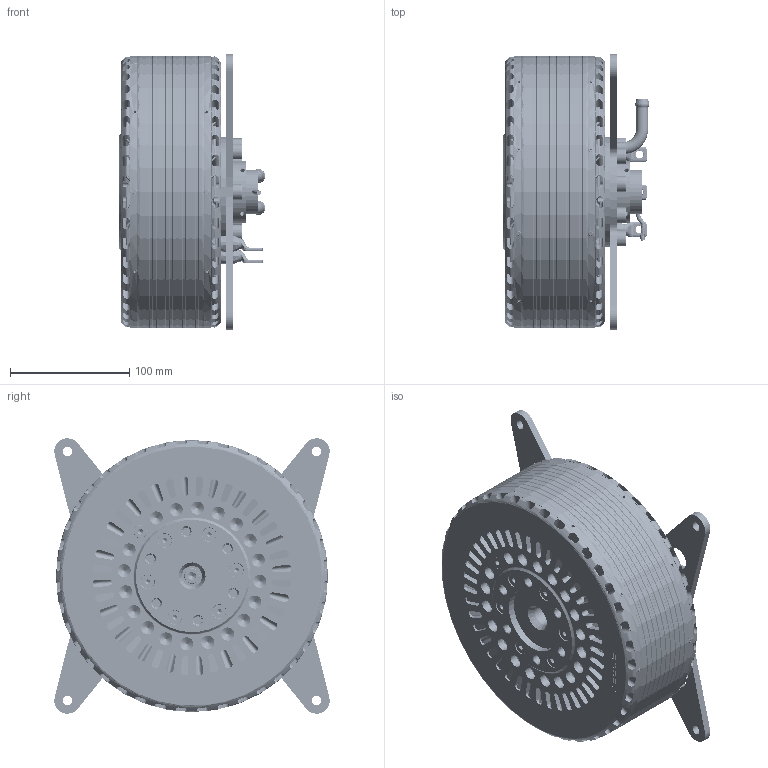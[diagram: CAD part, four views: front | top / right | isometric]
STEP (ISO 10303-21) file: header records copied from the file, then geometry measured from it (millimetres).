
FILE_DESCRIPTION (( 'STEP AP203' ), '1' );
FILE_NAME ('228_lc_resolver.STEP', '2022-05-09T08:08:56', ( '' ), ( '' ), 'SwSTEP 2.0', 'SolidWorks 2016', '' );
FILE_SCHEMA (( 'CONFIG_CONTROL_DESIGN' ));
Length unit declared in the file: millimetre
Products named in the file (4): 228_dodatki; 228_A01; 228_lc_resolver; socket head cap screw_din_DIN 912 M8 x 20 --- 20N
Assembly tree (10 placements, depth 2):
  228_lc_resolver
    228_A01
    228_dodatki
    socket head cap screw_din_DIN 912 M8 x 20 --- 20N  x8
Bounding box: 122.63 x 230.53 x 230.58 mm (x, y, z)
Volume: 1235182.4 mm3; surface area: 643134.2 mm2
Topology: 93 solids, 93 shells, 4353 faces, 11923 edges, 7474 vertices
Faces by surface type: plane 1539, cylinder 1321, bspline 604, cone 413, torus 410, sphere 66
Full cylindrical faces by diameter (mm): 1.5 x1, 3 x2, 3.3 x5, 3.5 x1, 4 x41, 4.2 x1, 4.5 x2, 5 x6, 6 x12, 6.35 x3, 6.8 x23, 7 x12, 8 x47, 8.1 x6, 8.5 x3, 9 x2, 9.4 x1, 9.5 x1, 9.531 x3, 9.9 x2, 10 x4, 11 x21, 11.57 x6, 12 x11, 13 x9, 13.2 x1, 14 x1, 17 x1, 18 x1, 20 x4
Entity records: 190969 total; most frequent: CARTESIAN_POINT 93800, ORIENTED_EDGE 21464, DIRECTION 17682, EDGE_CURVE 10732, VERTEX_POINT 7075, AXIS2_PLACEMENT_3D 6995, EDGE_LOOP 5175, FACE_OUTER_BOUND 4554
